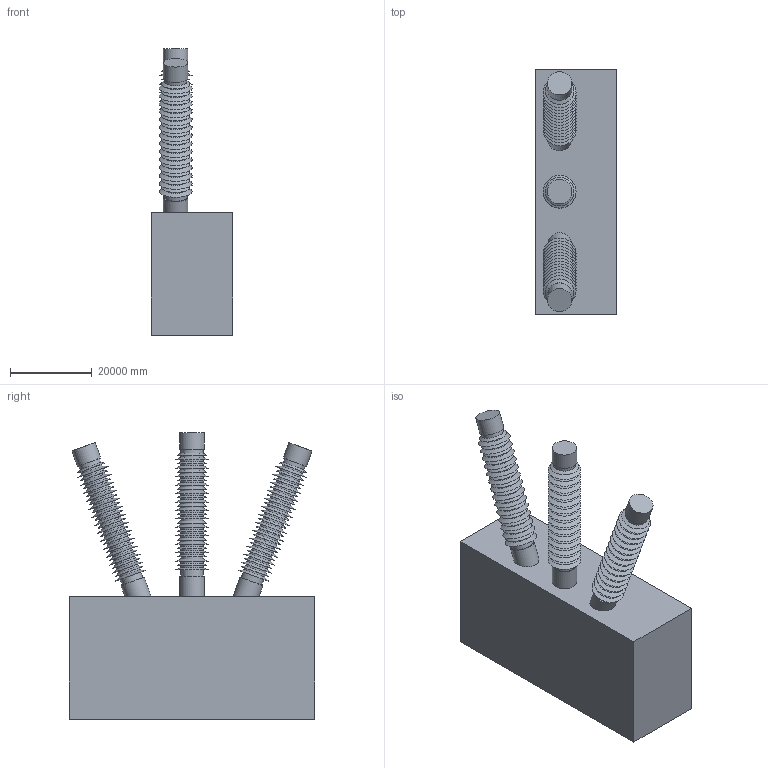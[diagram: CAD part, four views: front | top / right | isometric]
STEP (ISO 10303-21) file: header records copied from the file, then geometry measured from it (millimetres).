
FILE_DESCRIPTION(('Open CASCADE Model'),'2;1');
FILE_NAME('Open CASCADE Shape Model','2017-07-13T17:02:59',('Author'),( 'Open CASCADE'),'Open CASCADE STEP processor 7.0','Open CASCADE 7.0' ,'Unknown');
FILE_SCHEMA(('AUTOMOTIVE_DESIGN { 1 0 10303 214 1 1 1 1 }'));
Length unit declared in the file: metre
Products named in the file (5): Open CASCADE STEP translator 7.0 16; Open CASCADE STEP translator 7.0 16.1; Open CASCADE STEP translator 7.0 16.2; Open CASCADE STEP translator 7.0 16.3; Open CASCADE STEP translator 7.0 16.4
Assembly tree (4 placements, depth 2):
  Open CASCADE STEP translator 7.0 16
    Open CASCADE STEP translator 7.0 16.1
    Open CASCADE STEP translator 7.0 16.2
    Open CASCADE STEP translator 7.0 16.3
    Open CASCADE STEP translator 7.0 16.4
Bounding box: 20000 x 60000 x 70000 mm (x, y, z)
Volume: 39295265695050.9 mm3; surface area: 12518446550.9 mm2
Topology: 4 solids, 4 shells, 279 faces, 461 edges, 280 vertices
Faces by surface type: plane 102, cylinder 93, cone 84
Full cylindrical faces by diameter (mm): 5400 x87, 6000 x6
Entity records: 12628 total; most frequent: DIRECTION 2219, CARTESIAN_POINT 2023, ORIENTED_EDGE 922, PCURVE 922, DEFINITIONAL_REPRESENTATION 922, LINE 919, VECTOR 919, AXIS2_PLACEMENT_3D 556
